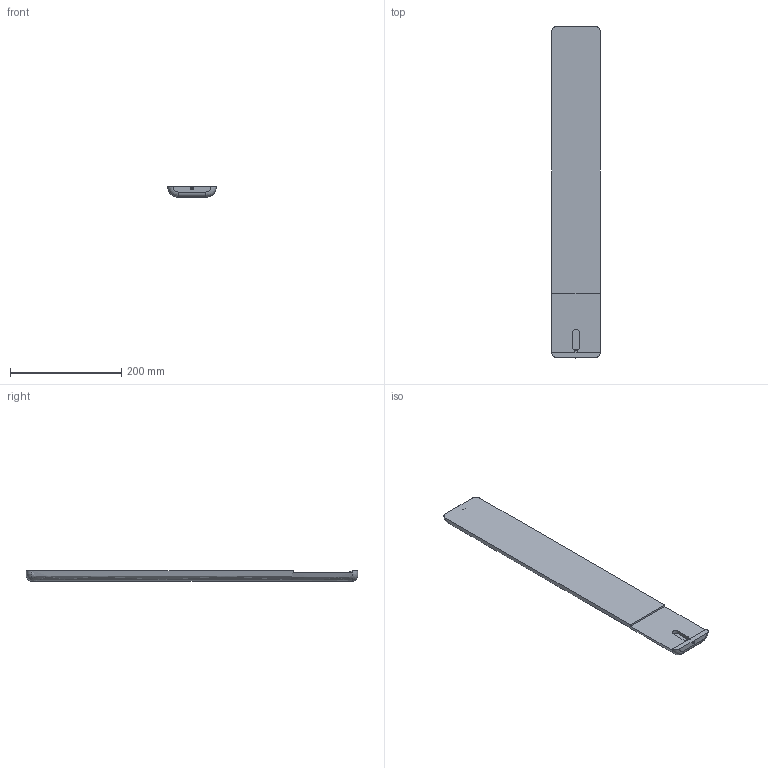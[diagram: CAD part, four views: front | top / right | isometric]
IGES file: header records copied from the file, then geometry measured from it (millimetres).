
Start section:  PTC IGES file: h_case_cu_pad_cpver_releif.igs
Global section: file name: 55Hh_case_cu_pad_cpver_releif.igs; native system: Pro/ENGINEER by Parametric Technology Corporation; preprocessor: 2004090; author: ghiorso; organization: Unknown; date: 060215.224013; units: inch
Bounding box: 87.63 x 596.87 x 19.05 mm (x, y, z)
Surface area: 120792.9 mm2 (no closed solid volume)
Topology: 0 solids, 0 shells, 36 faces, 230 edges, 252 vertices
Faces by surface type: revolution 22, bspline 14
